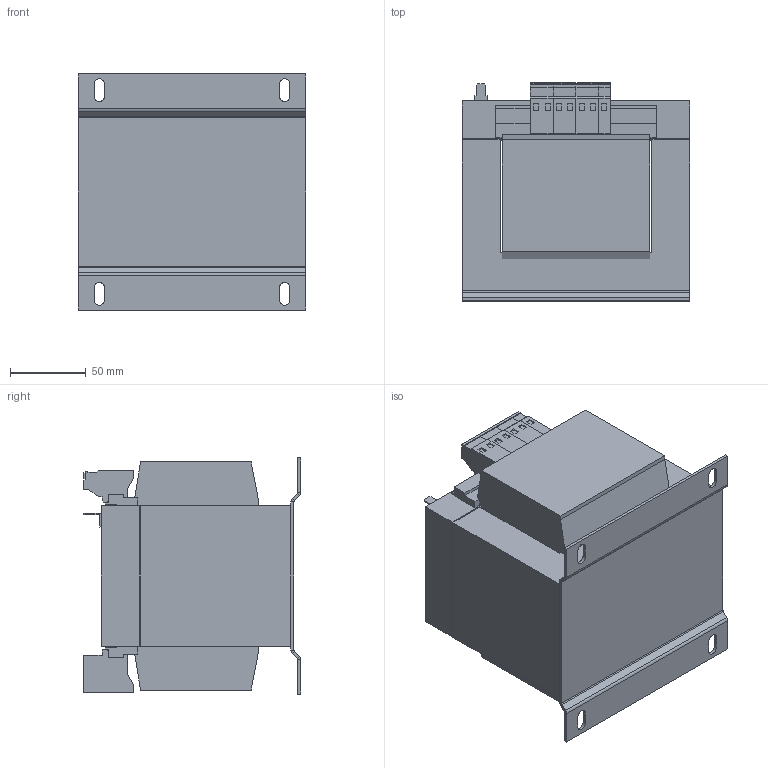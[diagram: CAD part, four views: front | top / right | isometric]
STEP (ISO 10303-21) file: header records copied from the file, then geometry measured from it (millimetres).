
FILE_DESCRIPTION (( 'STEP AP214' ), '1' );
FILE_NAME ('208482.STEP', '2020-05-29T04:42:23', ( '' ), ( '' ), 'SwSTEP 2.0', 'SolidWorks 2018', '' );
FILE_SCHEMA (( 'AUTOMOTIVE_DESIGN' ));
Length unit declared in the file: millimetre
Products named in the file (1): 208482
Bounding box: 150 x 143.25 x 155.4 mm (x, y, z)
Volume: 2269230.6 mm3; surface area: 186186.2 mm2
Topology: 1 solids, 1 shells, 361 faces, 889 edges, 557 vertices
Faces by surface type: plane 319, cylinder 42
Entity records: 10429 total; most frequent: CARTESIAN_POINT 1808, ORIENTED_EDGE 1778, DIRECTION 1697, EDGE_CURVE 889, VECTOR 805, LINE 805, VERTEX_POINT 557, AXIS2_PLACEMENT_3D 446
